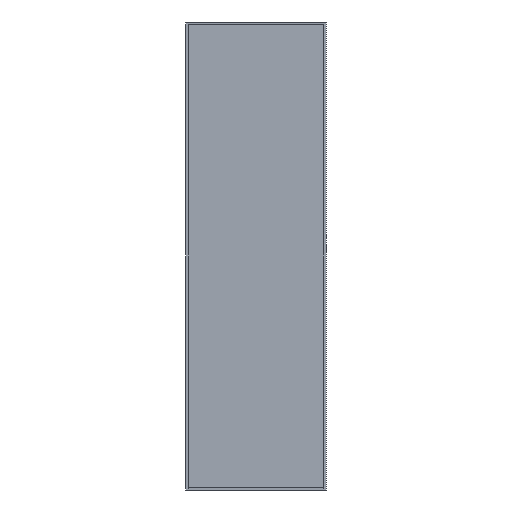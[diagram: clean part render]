
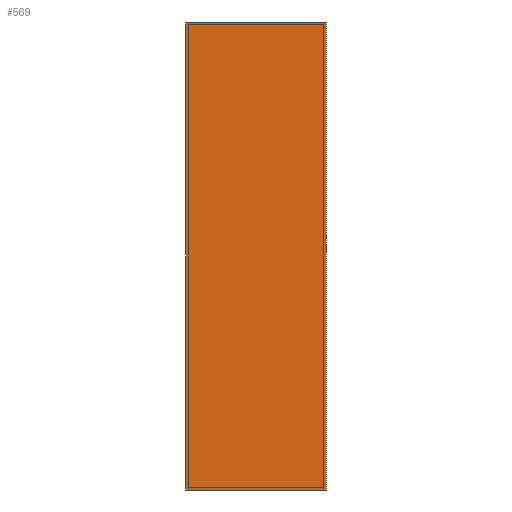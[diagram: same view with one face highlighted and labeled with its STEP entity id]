
A CAD part, left-side view. The second image highlights one B-rep face of the part: STEP entity #569.
In plain terms, the highlighted planar face has unit normal (-1, 0, 0).
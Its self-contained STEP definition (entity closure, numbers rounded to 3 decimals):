
#29=FACE_OUTER_BOUND('',#61,.T.);
#61=EDGE_LOOP('',(#397,#398,#399,#400));
#101=LINE('',#810,#173);
#109=LINE('',#826,#181);
#112=LINE('',#832,#184);
#113=LINE('',#833,#185);
#173=VECTOR('',#666,2.5);
#181=VECTOR('',#680,0.75);
#184=VECTOR('',#685,0.75);
#185=VECTOR('',#686,2.5);
#239=VERTEX_POINT('',#807);
#240=VERTEX_POINT('',#809);
#245=VERTEX_POINT('',#825);
#247=VERTEX_POINT('',#831);
#293=EDGE_CURVE('',#240,#239,#101,.T.);
#301=EDGE_CURVE('',#240,#245,#109,.T.);
#304=EDGE_CURVE('',#247,#239,#112,.T.);
#305=EDGE_CURVE('',#245,#247,#113,.T.);
#397=ORIENTED_EDGE('',*,*,#304,.F.);
#398=ORIENTED_EDGE('',*,*,#305,.F.);
#399=ORIENTED_EDGE('',*,*,#301,.F.);
#400=ORIENTED_EDGE('',*,*,#293,.T.);
#501=PLANE('',#606);
#569=ADVANCED_FACE('',(#29),#501,.T.);
#606=AXIS2_PLACEMENT_3D('',#830,#683,#684);
#666=DIRECTION('',(0.,0.,1.));
#680=DIRECTION('',(0.,1.,0.));
#683=DIRECTION('center_axis',(-1.,0.,0.));
#684=DIRECTION('ref_axis',(0.,-1.,0.));
#685=DIRECTION('',(0.,-1.,0.));
#686=DIRECTION('',(0.,0.,1.));
#807=CARTESIAN_POINT('',(-0.014,-0.014,2.486));
#809=CARTESIAN_POINT('',(-0.014,-0.014,-0.014));
#810=CARTESIAN_POINT('',(-0.014,-0.014,2.472));
#825=CARTESIAN_POINT('',(-0.014,0.736,-0.014));
#826=CARTESIAN_POINT('',(-0.014,0.,-0.014));
#830=CARTESIAN_POINT('Origin',(-0.014,0.736,2.472));
#831=CARTESIAN_POINT('',(-0.014,0.736,2.486));
#832=CARTESIAN_POINT('',(-0.014,0.736,2.486));
#833=CARTESIAN_POINT('',(-0.014,0.736,2.472));
